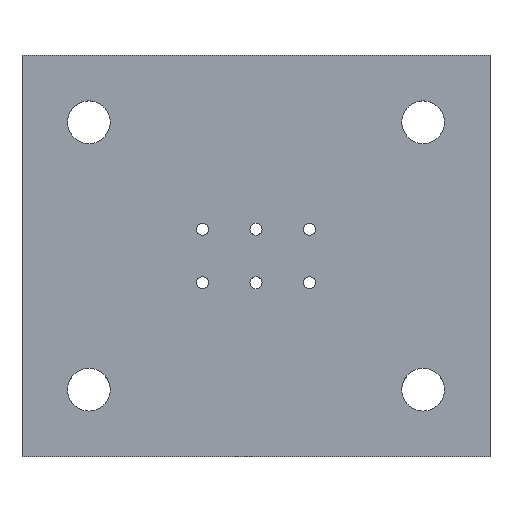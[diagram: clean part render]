
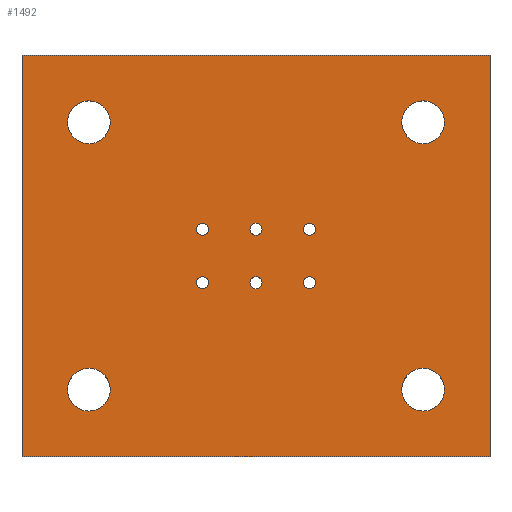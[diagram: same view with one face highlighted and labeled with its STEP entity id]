
A CAD part, top view. The second image highlights one B-rep face of the part: STEP entity #1492.
In plain terms, the highlighted planar face has unit normal (0, 0, 1).
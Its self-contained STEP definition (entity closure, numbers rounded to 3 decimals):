
#132=CARTESIAN_POINT('',(-81.0,140.0,0.0));
#133=VERTEX_POINT('',#132);
#149=CARTESIAN_POINT('',(-49.0,140.,0.));
#150=VERTEX_POINT('',#149);
#157=CARTESIAN_POINT('',(-65.0,140.0,0.));
#158=DIRECTION('',(0.0,0.0,-1.0));
#159=DIRECTION('',(-1.0,0.0,0.0));
#160=AXIS2_PLACEMENT_3D('',#157,#158,#159);
#161=CIRCLE('',#160,16.0);
#162=EDGE_CURVE('',#133,#150,#161,.T.);
#174=CARTESIAN_POINT('',(-81.0,-60.0,0.0));
#175=VERTEX_POINT('',#174);
#191=CARTESIAN_POINT('',(-49.0,-60.,0.));
#192=VERTEX_POINT('',#191);
#199=CARTESIAN_POINT('',(-65.0,-60.0,0.));
#200=DIRECTION('',(0.0,0.0,-1.0));
#201=DIRECTION('',(-1.0,0.0,0.0));
#202=AXIS2_PLACEMENT_3D('',#199,#200,#201);
#203=CIRCLE('',#202,16.0);
#204=EDGE_CURVE('',#175,#192,#203,.T.);
#216=CARTESIAN_POINT('',(169.0,-60.0,0.0));
#217=VERTEX_POINT('',#216);
#233=CARTESIAN_POINT('',(201.0,-60.,0.));
#234=VERTEX_POINT('',#233);
#241=CARTESIAN_POINT('',(185.0,-60.0,0.));
#242=DIRECTION('',(0.0,0.0,-1.0));
#243=DIRECTION('',(-1.0,0.0,0.0));
#244=AXIS2_PLACEMENT_3D('',#241,#242,#243);
#245=CIRCLE('',#244,16.0);
#246=EDGE_CURVE('',#217,#234,#245,.T.);
#258=CARTESIAN_POINT('',(169.0,140.0,0.0));
#259=VERTEX_POINT('',#258);
#275=CARTESIAN_POINT('',(201.0,140.,0.));
#276=VERTEX_POINT('',#275);
#283=CARTESIAN_POINT('',(185.0,140.0,0.));
#284=DIRECTION('',(0.0,0.0,-1.0));
#285=DIRECTION('',(-1.0,0.0,0.0));
#286=AXIS2_PLACEMENT_3D('',#283,#284,#285);
#287=CIRCLE('',#286,16.0);
#288=EDGE_CURVE('',#259,#276,#287,.T.);
#300=CARTESIAN_POINT('',(55.5,60.0,0.0));
#301=VERTEX_POINT('',#300);
#317=CARTESIAN_POINT('',(64.5,60.,0.));
#318=VERTEX_POINT('',#317);
#325=CARTESIAN_POINT('',(60.0,60.0,0.));
#326=DIRECTION('',(0.0,0.0,-1.0));
#327=DIRECTION('',(-1.0,0.0,0.0));
#328=AXIS2_PLACEMENT_3D('',#325,#326,#327);
#329=CIRCLE('',#328,4.5);
#330=EDGE_CURVE('',#301,#318,#329,.T.);
#384=CARTESIAN_POINT('',(55.5,20.,0.0));
#385=VERTEX_POINT('',#384);
#401=CARTESIAN_POINT('',(64.5,20.,0.0));
#402=VERTEX_POINT('',#401);
#409=CARTESIAN_POINT('',(60.0,20.0,0.0));
#410=DIRECTION('',(0.0,0.0,-1.0));
#411=DIRECTION('',(-1.0,0.0,0.0));
#412=AXIS2_PLACEMENT_3D('',#409,#410,#411);
#413=CIRCLE('',#412,4.5);
#414=EDGE_CURVE('',#385,#402,#413,.T.);
#468=CARTESIAN_POINT('',(95.5,20.,0.0));
#469=VERTEX_POINT('',#468);
#485=CARTESIAN_POINT('',(104.5,20.,0.0));
#486=VERTEX_POINT('',#485);
#493=CARTESIAN_POINT('',(100.0,20.0,0.0));
#494=DIRECTION('',(0.0,0.0,-1.0));
#495=DIRECTION('',(-1.0,0.0,0.0));
#496=AXIS2_PLACEMENT_3D('',#493,#494,#495);
#497=CIRCLE('',#496,4.5);
#498=EDGE_CURVE('',#469,#486,#497,.T.);
#552=CARTESIAN_POINT('',(95.5,60.0,0.0));
#553=VERTEX_POINT('',#552);
#569=CARTESIAN_POINT('',(104.5,60.,0.));
#570=VERTEX_POINT('',#569);
#577=CARTESIAN_POINT('',(100.0,60.0,0.));
#578=DIRECTION('',(0.0,0.0,-1.0));
#579=DIRECTION('',(-1.0,0.0,0.0));
#580=AXIS2_PLACEMENT_3D('',#577,#578,#579);
#581=CIRCLE('',#580,4.5);
#582=EDGE_CURVE('',#553,#570,#581,.T.);
#636=CARTESIAN_POINT('',(15.5,60.0,0.0));
#637=VERTEX_POINT('',#636);
#653=CARTESIAN_POINT('',(24.5,60.,0.));
#654=VERTEX_POINT('',#653);
#661=CARTESIAN_POINT('',(20.0,60.0,0.));
#662=DIRECTION('',(0.0,0.0,-1.0));
#663=DIRECTION('',(-1.0,0.0,0.0));
#664=AXIS2_PLACEMENT_3D('',#661,#662,#663);
#665=CIRCLE('',#664,4.5);
#666=EDGE_CURVE('',#637,#654,#665,.T.);
#720=CARTESIAN_POINT('',(15.5,20.,0.0));
#721=VERTEX_POINT('',#720);
#737=CARTESIAN_POINT('',(24.5,20.,0.0));
#738=VERTEX_POINT('',#737);
#745=CARTESIAN_POINT('',(20.0,20.0,0.0));
#746=DIRECTION('',(0.0,0.0,-1.0));
#747=DIRECTION('',(-1.0,0.0,0.0));
#748=AXIS2_PLACEMENT_3D('',#745,#746,#747);
#749=CIRCLE('',#748,4.5);
#750=EDGE_CURVE('',#721,#738,#749,.T.);
#847=CARTESIAN_POINT('',(20.0,20.0,0.0));
#848=DIRECTION('',(0.0,0.0,-1.0));
#849=DIRECTION('',(-1.0,0.0,0.0));
#850=AXIS2_PLACEMENT_3D('',#847,#848,#849);
#851=CIRCLE('',#850,4.5);
#852=EDGE_CURVE('',#738,#721,#851,.T.);
#909=CARTESIAN_POINT('',(20.0,60.0,0.));
#910=DIRECTION('',(0.0,0.0,-1.0));
#911=DIRECTION('',(-1.0,0.0,0.0));
#912=AXIS2_PLACEMENT_3D('',#909,#910,#911);
#913=CIRCLE('',#912,4.5);
#914=EDGE_CURVE('',#654,#637,#913,.T.);
#971=CARTESIAN_POINT('',(100.0,60.0,0.));
#972=DIRECTION('',(0.0,0.0,-1.0));
#973=DIRECTION('',(-1.0,0.0,0.0));
#974=AXIS2_PLACEMENT_3D('',#971,#972,#973);
#975=CIRCLE('',#974,4.5);
#976=EDGE_CURVE('',#570,#553,#975,.T.);
#1033=CARTESIAN_POINT('',(100.0,20.0,0.0));
#1034=DIRECTION('',(0.0,0.0,-1.0));
#1035=DIRECTION('',(-1.0,0.0,0.0));
#1036=AXIS2_PLACEMENT_3D('',#1033,#1034,#1035);
#1037=CIRCLE('',#1036,4.5);
#1038=EDGE_CURVE('',#486,#469,#1037,.T.);
#1095=CARTESIAN_POINT('',(60.0,20.0,0.0));
#1096=DIRECTION('',(0.0,0.0,-1.0));
#1097=DIRECTION('',(-1.0,0.0,0.0));
#1098=AXIS2_PLACEMENT_3D('',#1095,#1096,#1097);
#1099=CIRCLE('',#1098,4.5);
#1100=EDGE_CURVE('',#402,#385,#1099,.T.);
#1157=CARTESIAN_POINT('',(60.0,60.0,0.));
#1158=DIRECTION('',(0.0,0.0,-1.0));
#1159=DIRECTION('',(-1.0,0.0,0.0));
#1160=AXIS2_PLACEMENT_3D('',#1157,#1158,#1159);
#1161=CIRCLE('',#1160,4.5);
#1162=EDGE_CURVE('',#318,#301,#1161,.T.);
#1175=CARTESIAN_POINT('',(185.0,140.0,0.));
#1176=DIRECTION('',(0.0,0.0,-1.0));
#1177=DIRECTION('',(-1.0,0.0,0.0));
#1178=AXIS2_PLACEMENT_3D('',#1175,#1176,#1177);
#1179=CIRCLE('',#1178,16.0);
#1180=EDGE_CURVE('',#276,#259,#1179,.T.);
#1199=CARTESIAN_POINT('',(185.0,-60.0,0.));
#1200=DIRECTION('',(0.0,0.0,-1.0));
#1201=DIRECTION('',(-1.0,0.0,0.0));
#1202=AXIS2_PLACEMENT_3D('',#1199,#1200,#1201);
#1203=CIRCLE('',#1202,16.0);
#1204=EDGE_CURVE('',#234,#217,#1203,.T.);
#1223=CARTESIAN_POINT('',(-65.0,-60.0,0.));
#1224=DIRECTION('',(0.0,0.0,-1.0));
#1225=DIRECTION('',(-1.0,0.0,0.0));
#1226=AXIS2_PLACEMENT_3D('',#1223,#1224,#1225);
#1227=CIRCLE('',#1226,16.0);
#1228=EDGE_CURVE('',#192,#175,#1227,.T.);
#1247=CARTESIAN_POINT('',(-65.0,140.0,0.));
#1248=DIRECTION('',(0.0,0.0,-1.0));
#1249=DIRECTION('',(-1.0,0.0,0.0));
#1250=AXIS2_PLACEMENT_3D('',#1247,#1248,#1249);
#1251=CIRCLE('',#1250,16.0);
#1252=EDGE_CURVE('',#150,#133,#1251,.T.);
#1280=CARTESIAN_POINT('',(235.0,-110.0,0.));
#1281=VERTEX_POINT('',#1280);
#1288=CARTESIAN_POINT('',(-115.0,-110.0,0.));
#1289=VERTEX_POINT('',#1288);
#1290=CARTESIAN_POINT('',(-115.0,-110.0,0.));
#1291=DIRECTION('',(1.0,0.0,0.0));
#1292=VECTOR('',#1291,350.0);
#1293=LINE('',#1290,#1292);
#1294=EDGE_CURVE('',#1289,#1281,#1293,.T.);
#1318=CARTESIAN_POINT('',(235.0,190.0,0.));
#1319=VERTEX_POINT('',#1318);
#1326=CARTESIAN_POINT('',(235.0,-110.0,0.));
#1327=DIRECTION('',(0.0,1.0,0.0));
#1328=VECTOR('',#1327,300.0);
#1329=LINE('',#1326,#1328);
#1330=EDGE_CURVE('',#1281,#1319,#1329,.T.);
#1349=CARTESIAN_POINT('',(-115.0,190.0,0.));
#1350=VERTEX_POINT('',#1349);
#1357=CARTESIAN_POINT('',(235.0,190.0,0.));
#1358=DIRECTION('',(-1.0,0.0,0.0));
#1359=VECTOR('',#1358,350.0);
#1360=LINE('',#1357,#1359);
#1361=EDGE_CURVE('',#1319,#1350,#1360,.T.);
#1379=CARTESIAN_POINT('',(-115.0,190.0,0.));
#1380=DIRECTION('',(0.0,-1.0,0.0));
#1381=VECTOR('',#1380,300.0);
#1382=LINE('',#1379,#1381);
#1383=EDGE_CURVE('',#1350,#1289,#1382,.T.);
#1441=CARTESIAN_POINT('',(60.0,40.0,0.0));
#1442=DIRECTION('',(0.0,0.0,-1.0));
#1443=DIRECTION('',(1.0,0.0,0.0));
#1444=AXIS2_PLACEMENT_3D('',#1441,#1442,#1443);
#1445=PLANE('',#1444);
#1446=ORIENTED_EDGE('',*,*,#1383,.T.);
#1447=ORIENTED_EDGE('',*,*,#1294,.T.);
#1448=ORIENTED_EDGE('',*,*,#1330,.T.);
#1449=ORIENTED_EDGE('',*,*,#1361,.T.);
#1450=EDGE_LOOP('',(#1446,#1447,#1448,#1449));
#1451=FACE_OUTER_BOUND('',#1450,.T.);
#1452=ORIENTED_EDGE('',*,*,#852,.T.);
#1453=ORIENTED_EDGE('',*,*,#750,.T.);
#1454=EDGE_LOOP('',(#1452,#1453));
#1455=FACE_BOUND('',#1454,.T.);
#1456=ORIENTED_EDGE('',*,*,#914,.T.);
#1457=ORIENTED_EDGE('',*,*,#666,.T.);
#1458=EDGE_LOOP('',(#1456,#1457));
#1459=FACE_BOUND('',#1458,.T.);
#1460=ORIENTED_EDGE('',*,*,#976,.T.);
#1461=ORIENTED_EDGE('',*,*,#582,.T.);
#1462=EDGE_LOOP('',(#1460,#1461));
#1463=FACE_BOUND('',#1462,.T.);
#1464=ORIENTED_EDGE('',*,*,#1038,.T.);
#1465=ORIENTED_EDGE('',*,*,#498,.T.);
#1466=EDGE_LOOP('',(#1464,#1465));
#1467=FACE_BOUND('',#1466,.T.);
#1468=ORIENTED_EDGE('',*,*,#1100,.T.);
#1469=ORIENTED_EDGE('',*,*,#414,.T.);
#1470=EDGE_LOOP('',(#1468,#1469));
#1471=FACE_BOUND('',#1470,.T.);
#1472=ORIENTED_EDGE('',*,*,#1162,.T.);
#1473=ORIENTED_EDGE('',*,*,#330,.T.);
#1474=EDGE_LOOP('',(#1472,#1473));
#1475=FACE_BOUND('',#1474,.T.);
#1476=ORIENTED_EDGE('',*,*,#1180,.T.);
#1477=ORIENTED_EDGE('',*,*,#288,.T.);
#1478=EDGE_LOOP('',(#1476,#1477));
#1479=FACE_BOUND('',#1478,.T.);
#1480=ORIENTED_EDGE('',*,*,#1204,.T.);
#1481=ORIENTED_EDGE('',*,*,#246,.T.);
#1482=EDGE_LOOP('',(#1480,#1481));
#1483=FACE_BOUND('',#1482,.T.);
#1484=ORIENTED_EDGE('',*,*,#1228,.T.);
#1485=ORIENTED_EDGE('',*,*,#204,.T.);
#1486=EDGE_LOOP('',(#1484,#1485));
#1487=FACE_BOUND('',#1486,.T.);
#1488=ORIENTED_EDGE('',*,*,#1252,.T.);
#1489=ORIENTED_EDGE('',*,*,#162,.T.);
#1490=EDGE_LOOP('',(#1488,#1489));
#1491=FACE_BOUND('',#1490,.T.);
#1492=ADVANCED_FACE('',(#1451,#1455,#1459,#1463,#1467,#1471,#1475,#1479,#1483,#1487,#1491),#1445,.F.);
